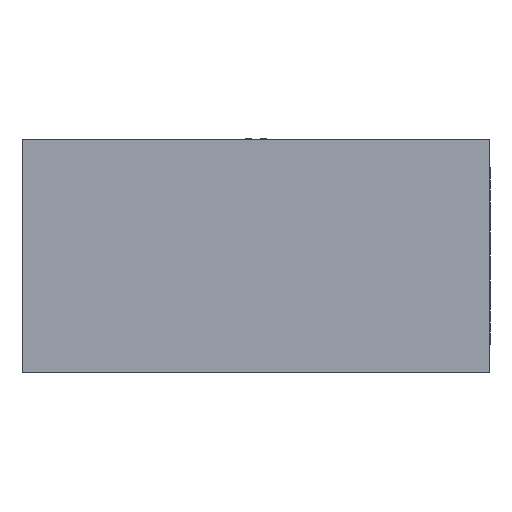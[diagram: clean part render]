
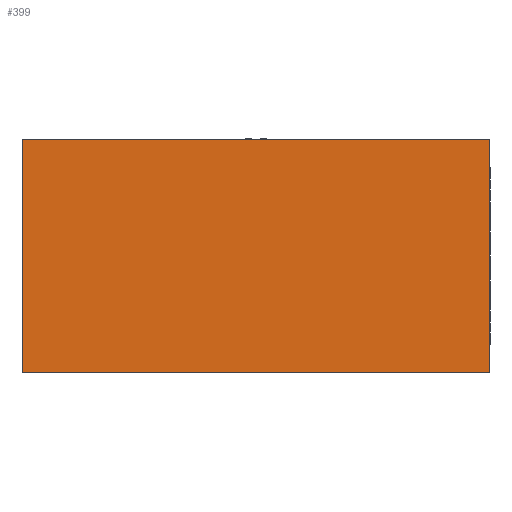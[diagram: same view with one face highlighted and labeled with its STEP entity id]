
A CAD part, front view. The second image highlights one B-rep face of the part: STEP entity #399.
In plain terms, the highlighted planar face has unit normal (0, -1, 0).
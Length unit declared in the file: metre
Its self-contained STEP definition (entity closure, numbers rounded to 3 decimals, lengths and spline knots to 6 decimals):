
#399 = ADVANCED_FACE( 'NONE', ( #858 ), #859, .F. );
#858 = FACE_OUTER_BOUND( '', #1351, .T. );
#859 = PLANE( '', #1352 );
#1351 = EDGE_LOOP( '', ( #2431, #2432, #2433, #2434 ) );
#1352 = AXIS2_PLACEMENT_3D( '', #2435, #2436, #2437 );
#2431 = ORIENTED_EDGE( '', *, *, #2833, .F. );
#2432 = ORIENTED_EDGE( '', *, *, #2916, .F. );
#2433 = ORIENTED_EDGE( '', *, *, #2900, .T. );
#2434 = ORIENTED_EDGE( '', *, *, #2758, .F. );
#2435 = CARTESIAN_POINT( '', ( -0.025, -0.015, 0.0125 ) );
#2436 = DIRECTION( '', ( 0., 1., 0. ) );
#2437 = DIRECTION( '', ( 1., 0., 0. ) );
#2758 = EDGE_CURVE( 'NONE', #3281, #3276, #3283, .T. );
#2833 = EDGE_CURVE( 'NONE', #3406, #3281, #3408, .T. );
#2900 = EDGE_CURVE( 'NONE', #3514, #3276, #3515, .T. );
#2916 = EDGE_CURVE( 'NONE', #3514, #3406, #3537, .T. );
#3276 = VERTEX_POINT( 'NONE', #4177 );
#3281 = VERTEX_POINT( 'NONE', #4184 );
#3283 = LINE( '', #4187, #4188 );
#3406 = VERTEX_POINT( 'NONE', #4590 );
#3408 = LINE( '', #4593, #4594 );
#3514 = VERTEX_POINT( 'NONE', #4857 );
#3515 = LINE( '', #4858, #4859 );
#3537 = LINE( '', #4911, #4912 );
#4177 = CARTESIAN_POINT( '', ( -0.025, -0.015, -0.0125 ) );
#4184 = CARTESIAN_POINT( '', ( 0.025, -0.015, -0.0125 ) );
#4187 = CARTESIAN_POINT( '', ( 0.025, -0.015, -0.0125 ) );
#4188 = VECTOR( '', #5525, 1. );
#4590 = CARTESIAN_POINT( '', ( 0.025, -0.015, 0.0125 ) );
#4593 = CARTESIAN_POINT( '', ( 0.025, -0.015, 0.0125 ) );
#4594 = VECTOR( '', #5577, 1. );
#4857 = CARTESIAN_POINT( '', ( -0.025, -0.015, 0.0125 ) );
#4858 = CARTESIAN_POINT( '', ( -0.025, -0.015, 0.0125 ) );
#4859 = VECTOR( '', #5641, 1. );
#4911 = CARTESIAN_POINT( '', ( -0.025, -0.015, 0.0125 ) );
#4912 = VECTOR( '', #5661, 1. );
#5525 = DIRECTION( '', ( -1., 0., 0. ) );
#5577 = DIRECTION( '', ( 0., 0., -1. ) );
#5641 = DIRECTION( '', ( 0., 0., -1. ) );
#5661 = DIRECTION( '', ( 1., 0., 0. ) );
